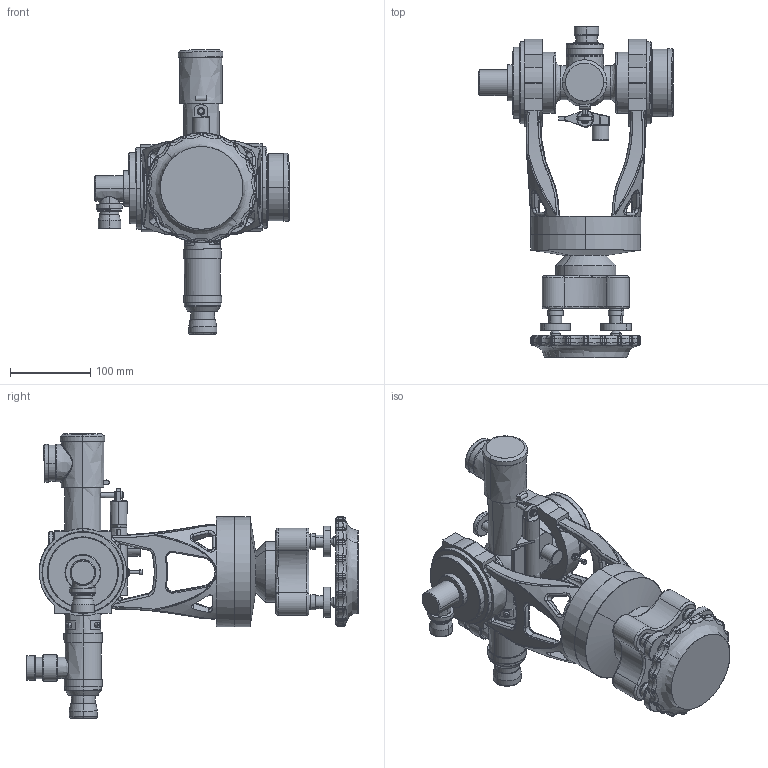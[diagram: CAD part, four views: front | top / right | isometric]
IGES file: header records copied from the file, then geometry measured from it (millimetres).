
Start section: SolidWorks IGES file using analytic representation for surfaces
Global section: file name: 76-RH with 190.IGS; native system: SolidWorks 2013; preprocessor: SolidWorks 2013; author: igipson; date: 130816.155631; units: inch
Bounding box: 242.68 x 413.35 x 354.09 mm (x, y, z)
Surface area: 392465.8 mm2 (no closed solid volume)
Topology: 0 solids, 0 shells, 1142 faces, 20274 edges, 20242 vertices
Faces by surface type: bspline 608, revolution 534
